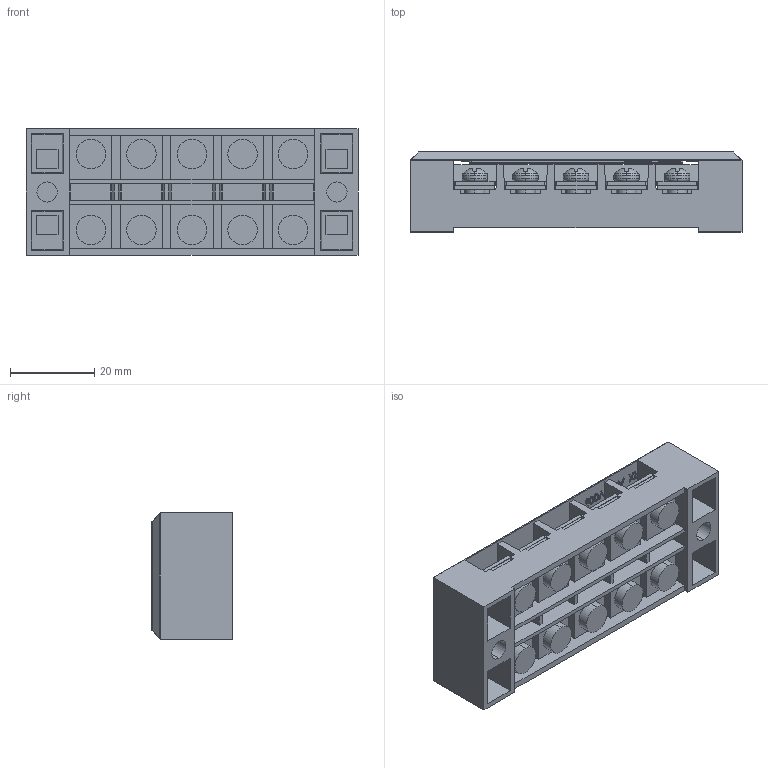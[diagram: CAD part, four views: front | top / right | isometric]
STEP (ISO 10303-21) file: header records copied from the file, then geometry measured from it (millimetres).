
FILE_DESCRIPTION (( 'STEP AP214' ), '1' );
FILE_NAME ('WEIDU TB25XX, 5.STEP', '2019-08-17T01:42:00', ( '' ), ( '' ), 'SwSTEP 2.0', 'SolidWorks 2018', '' );
FILE_SCHEMA (( 'AUTOMOTIVE_DESIGN' ));
Length unit declared in the file: millimetre
Products named in the file (6): PBHS, M4X8, WEIDU TB25XX_default; COVER, WEIDU TB25XX_5; TERMINAL PLATE, WEIDU TB25XX; CONDUCTING STRIP, WEIDU TB25XX; BLOCK, WEIDU TB25XX_5; WEIDU TB25XX, 5
Assembly tree (27 placements, depth 2):
  WEIDU TB25XX, 5
    BLOCK, WEIDU TB25XX_5
    CONDUCTING STRIP, WEIDU TB25XX  x5
    TERMINAL PLATE, WEIDU TB25XX  x10
    COVER, WEIDU TB25XX_5
    PBHS, M4X8, WEIDU TB25XX_default  x10
Bounding box: 78.8 x 19 x 30 mm (x, y, z)
Volume: 23308.2 mm3; surface area: 29675.2 mm2
Topology: 27 solids, 27 shells, 1302 faces, 3374 edges, 2170 vertices
Faces by surface type: plane 729, cylinder 228, bspline 143, cone 92, torus 64, sphere 46
Entity records: 31886 total; most frequent: CARTESIAN_POINT 12640, ORIENTED_EDGE 4126, DIRECTION 3492, EDGE_CURVE 2063, VECTOR 1414, LINE 1414, VERTEX_POINT 1327, AXIS2_PLACEMENT_3D 1039
